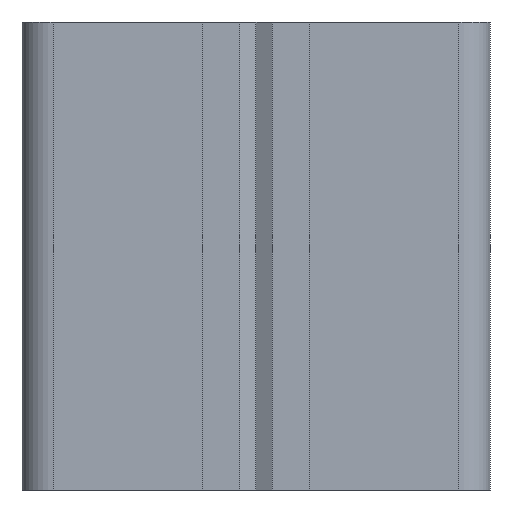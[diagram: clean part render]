
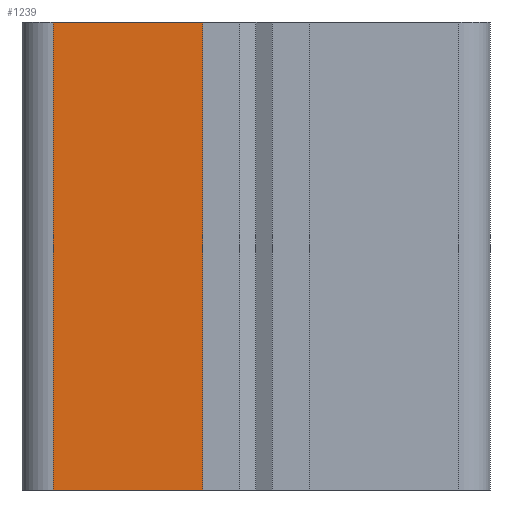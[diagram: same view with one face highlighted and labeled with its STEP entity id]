
A CAD part, left-side view. The second image highlights one B-rep face of the part: STEP entity #1239.
In plain terms, the highlighted planar face has unit normal (-1, 0, 0).
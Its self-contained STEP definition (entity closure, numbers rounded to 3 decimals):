
#20=PLANE('',#1318);
#79=FACE_OUTER_BOUND('',#142,.T.);
#142=EDGE_LOOP('',(#880,#881,#882,#883));
#213=LINE('',#1733,#386);
#214=LINE('',#1736,#387);
#215=LINE('',#1738,#388);
#216=LINE('',#1739,#389);
#386=VECTOR('',#1409,10.);
#387=VECTOR('',#1412,10.);
#388=VECTOR('',#1413,10.);
#389=VECTOR('',#1414,10.);
#567=VERTEX_POINT('',#1729);
#568=VERTEX_POINT('',#1731);
#569=VERTEX_POINT('',#1735);
#570=VERTEX_POINT('',#1737);
#693=EDGE_CURVE('',#567,#568,#213,.T.);
#694=EDGE_CURVE('',#569,#567,#214,.T.);
#695=EDGE_CURVE('',#570,#568,#215,.T.);
#696=EDGE_CURVE('',#569,#570,#216,.T.);
#880=ORIENTED_EDGE('',*,*,#694,.T.);
#881=ORIENTED_EDGE('',*,*,#693,.T.);
#882=ORIENTED_EDGE('',*,*,#695,.F.);
#883=ORIENTED_EDGE('',*,*,#696,.F.);
#1239=ADVANCED_FACE('',(#79),#20,.T.);
#1318=AXIS2_PLACEMENT_3D('',#1734,#1410,#1411);
#1409=DIRECTION('',(0.,0.,1.));
#1410=DIRECTION('center_axis',(-1.,0.,0.));
#1411=DIRECTION('ref_axis',(0.,-1.,0.));
#1412=DIRECTION('',(0.,-1.,0.));
#1413=DIRECTION('',(0.,-1.,0.));
#1414=DIRECTION('',(0.,0.,1.));
#1729=CARTESIAN_POINT('',(-7.5,1.7,0.));
#1731=CARTESIAN_POINT('',(-7.5,1.7,15.));
#1733=CARTESIAN_POINT('',(-7.5,1.7,0.));
#1734=CARTESIAN_POINT('Origin',(-7.5,6.5,0.));
#1735=CARTESIAN_POINT('',(-7.5,6.5,0.));
#1736=CARTESIAN_POINT('',(-7.5,6.5,0.));
#1737=CARTESIAN_POINT('',(-7.5,6.5,15.));
#1738=CARTESIAN_POINT('',(-7.5,6.5,15.));
#1739=CARTESIAN_POINT('',(-7.5,6.5,0.));
